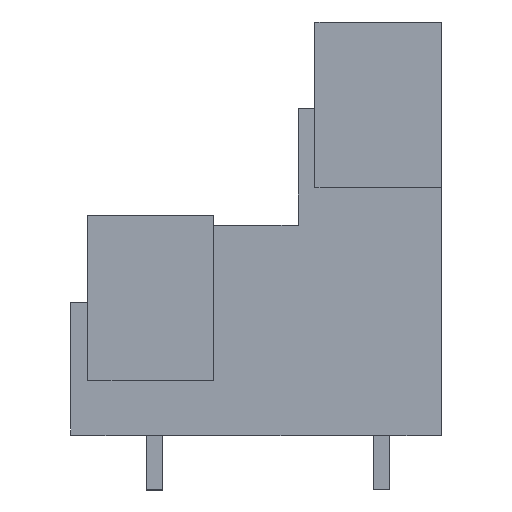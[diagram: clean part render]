
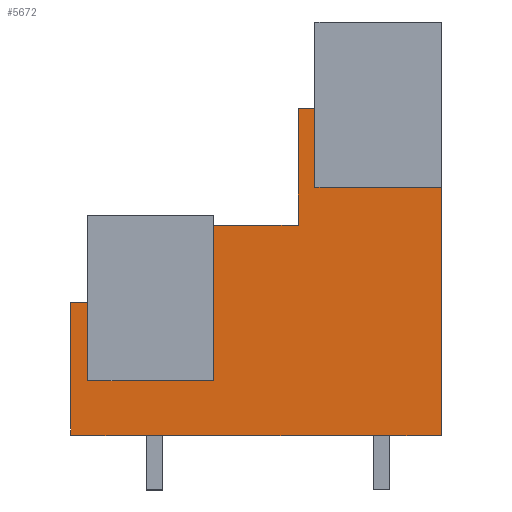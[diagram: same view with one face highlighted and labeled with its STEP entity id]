
A CAD part, left-side view. The second image highlights one B-rep face of the part: STEP entity #5672.
In plain terms, the highlighted planar face has unit normal (-1, 0, 0).
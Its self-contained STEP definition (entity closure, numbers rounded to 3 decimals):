
#5557=AXIS2_PLACEMENT_3D('Plane Axis2P3D',#5554,#5555,#5556) ;
#4586=CARTESIAN_POINT('Vertex',(0.7,7.5,22.6)) ;
#4589=CARTESIAN_POINT('Line Origine',(0.7,7.5,20.275)) ;
#4593=CARTESIAN_POINT('Vertex',(0.7,7.5,17.95)) ;
#4844=CARTESIAN_POINT('Vertex',(0.7,0.,17.95)) ;
#4847=CARTESIAN_POINT('Line Origine',(0.7,0.,10.575)) ;
#4851=CARTESIAN_POINT('Vertex',(0.7,0.,3.2)) ;
#5539=CARTESIAN_POINT('Vertex',(0.7,8.5,22.6)) ;
#5542=CARTESIAN_POINT('Line Origine',(0.7,8.,22.6)) ;
#5554=CARTESIAN_POINT('Axis2P3D Location',(0.7,0.,3.6)) ;
#5559=CARTESIAN_POINT('Line Origine',(0.7,17.,3.2)) ;
#5563=CARTESIAN_POINT('Vertex',(0.7,15.,3.2)) ;
#5565=CARTESIAN_POINT('Vertex',(0.7,19.,3.2)) ;
#5568=CARTESIAN_POINT('Line Origine',(0.7,10.5,3.2)) ;
#5572=CARTESIAN_POINT('Vertex',(0.7,6.,3.2)) ;
#5575=CARTESIAN_POINT('Line Origine',(0.7,4.5,3.2)) ;
#5579=CARTESIAN_POINT('Vertex',(0.7,3.,3.2)) ;
#5582=CARTESIAN_POINT('Line Origine',(0.7,1.5,3.2)) ;
#5587=CARTESIAN_POINT('Line Origine',(0.7,3.75,17.95)) ;
#5592=CARTESIAN_POINT('Line Origine',(0.7,8.5,19.15)) ;
#5596=CARTESIAN_POINT('Vertex',(0.7,8.5,15.7)) ;
#5599=CARTESIAN_POINT('Line Origine',(0.7,11.013,15.7)) ;
#5603=CARTESIAN_POINT('Vertex',(0.7,13.525,15.7)) ;
#5606=CARTESIAN_POINT('Line Origine',(0.7,13.525,11.075)) ;
#5610=CARTESIAN_POINT('Vertex',(0.7,13.525,6.45)) ;
#5613=CARTESIAN_POINT('Line Origine',(0.7,17.25,6.45)) ;
#5617=CARTESIAN_POINT('Vertex',(0.7,20.975,6.45)) ;
#5620=CARTESIAN_POINT('Line Origine',(0.7,20.975,8.775)) ;
#5624=CARTESIAN_POINT('Vertex',(0.7,20.975,11.1)) ;
#5627=CARTESIAN_POINT('Line Origine',(0.7,21.487,11.1)) ;
#5631=CARTESIAN_POINT('Vertex',(0.7,22.,11.1)) ;
#5634=CARTESIAN_POINT('Line Origine',(0.7,22.,7.35)) ;
#5638=CARTESIAN_POINT('Vertex',(0.7,22.,3.6)) ;
#5641=CARTESIAN_POINT('Line Origine',(0.7,22.,3.4)) ;
#5645=CARTESIAN_POINT('Vertex',(0.7,22.,3.2)) ;
#5648=CARTESIAN_POINT('Line Origine',(0.7,20.5,3.2)) ;
#4590=DIRECTION('Vector Direction',(0.,0.,-1.)) ;
#4848=DIRECTION('Vector Direction',(0.,0.,1.)) ;
#5543=DIRECTION('Vector Direction',(0.,1.,0.)) ;
#5555=DIRECTION('Axis2P3D Direction',(-1.,0.,0.)) ;
#5556=DIRECTION('Axis2P3D XDirection',(0.,0.,-1.)) ;
#5560=DIRECTION('Vector Direction',(0.,-1.,0.)) ;
#5569=DIRECTION('Vector Direction',(0.,-1.,0.)) ;
#5576=DIRECTION('Vector Direction',(0.,-1.,0.)) ;
#5583=DIRECTION('Vector Direction',(0.,-1.,0.)) ;
#5588=DIRECTION('Vector Direction',(0.,-1.,0.)) ;
#5593=DIRECTION('Vector Direction',(0.,0.,-1.)) ;
#5600=DIRECTION('Vector Direction',(0.,1.,0.)) ;
#5607=DIRECTION('Vector Direction',(0.,0.,-1.)) ;
#5614=DIRECTION('Vector Direction',(0.,-1.,0.)) ;
#5621=DIRECTION('Vector Direction',(0.,0.,-1.)) ;
#5628=DIRECTION('Vector Direction',(0.,1.,0.)) ;
#5635=DIRECTION('Vector Direction',(0.,0.,1.)) ;
#5642=DIRECTION('Vector Direction',(0.,0.,-1.)) ;
#5649=DIRECTION('Vector Direction',(0.,-1.,0.)) ;
#4591=VECTOR('Line Direction',#4590,1.) ;
#4849=VECTOR('Line Direction',#4848,1.) ;
#5544=VECTOR('Line Direction',#5543,1.) ;
#5561=VECTOR('Line Direction',#5560,1.) ;
#5570=VECTOR('Line Direction',#5569,1.) ;
#5577=VECTOR('Line Direction',#5576,1.) ;
#5584=VECTOR('Line Direction',#5583,1.) ;
#5589=VECTOR('Line Direction',#5588,1.) ;
#5594=VECTOR('Line Direction',#5593,1.) ;
#5601=VECTOR('Line Direction',#5600,1.) ;
#5608=VECTOR('Line Direction',#5607,1.) ;
#5615=VECTOR('Line Direction',#5614,1.) ;
#5622=VECTOR('Line Direction',#5621,1.) ;
#5629=VECTOR('Line Direction',#5628,1.) ;
#5636=VECTOR('Line Direction',#5635,1.) ;
#5643=VECTOR('Line Direction',#5642,1.) ;
#5650=VECTOR('Line Direction',#5649,1.) ;
#5654=ORIENTED_EDGE('',*,*,#5567,.F.) ;
#5655=ORIENTED_EDGE('',*,*,#5574,.T.) ;
#5656=ORIENTED_EDGE('',*,*,#5581,.F.) ;
#5657=ORIENTED_EDGE('',*,*,#5586,.T.) ;
#5658=ORIENTED_EDGE('',*,*,#4853,.T.) ;
#5659=ORIENTED_EDGE('',*,*,#5591,.F.) ;
#5660=ORIENTED_EDGE('',*,*,#4595,.F.) ;
#5661=ORIENTED_EDGE('',*,*,#5546,.T.) ;
#5662=ORIENTED_EDGE('',*,*,#5598,.T.) ;
#5663=ORIENTED_EDGE('',*,*,#5605,.T.) ;
#5664=ORIENTED_EDGE('',*,*,#5612,.T.) ;
#5665=ORIENTED_EDGE('',*,*,#5619,.F.) ;
#5666=ORIENTED_EDGE('',*,*,#5626,.F.) ;
#5667=ORIENTED_EDGE('',*,*,#5633,.T.) ;
#5668=ORIENTED_EDGE('',*,*,#5640,.F.) ;
#5669=ORIENTED_EDGE('',*,*,#5647,.F.) ;
#5670=ORIENTED_EDGE('',*,*,#5652,.T.) ;
#5672=ADVANCED_FACE('Housing',(#5671),#5558,.T.) ;
#4595=EDGE_CURVE('',#4587,#4594,#4592,.T.) ;
#4853=EDGE_CURVE('',#4852,#4845,#4850,.T.) ;
#5546=EDGE_CURVE('',#4587,#5540,#5545,.T.) ;
#5567=EDGE_CURVE('',#5564,#5566,#5562,.F.) ;
#5574=EDGE_CURVE('',#5564,#5573,#5571,.T.) ;
#5581=EDGE_CURVE('',#5580,#5573,#5578,.F.) ;
#5586=EDGE_CURVE('',#5580,#4852,#5585,.T.) ;
#5591=EDGE_CURVE('',#4594,#4845,#5590,.T.) ;
#5598=EDGE_CURVE('',#5540,#5597,#5595,.T.) ;
#5605=EDGE_CURVE('',#5597,#5604,#5602,.T.) ;
#5612=EDGE_CURVE('',#5604,#5611,#5609,.T.) ;
#5619=EDGE_CURVE('',#5618,#5611,#5616,.T.) ;
#5626=EDGE_CURVE('',#5625,#5618,#5623,.T.) ;
#5633=EDGE_CURVE('',#5625,#5632,#5630,.T.) ;
#5640=EDGE_CURVE('',#5639,#5632,#5637,.T.) ;
#5647=EDGE_CURVE('',#5646,#5639,#5644,.F.) ;
#5652=EDGE_CURVE('',#5646,#5566,#5651,.T.) ;
#5653=EDGE_LOOP('',(#5654,#5655,#5656,#5657,#5658,#5659,#5660,#5661,#5662,#5663,#5664,#5665,#5666,#5667,#5668,#5669,#5670)) ;
#5671=FACE_OUTER_BOUND('',#5653,.T.) ;
#4592=LINE('Line',#4589,#4591) ;
#4850=LINE('Line',#4847,#4849) ;
#5545=LINE('Line',#5542,#5544) ;
#5562=LINE('Line',#5559,#5561) ;
#5571=LINE('Line',#5568,#5570) ;
#5578=LINE('Line',#5575,#5577) ;
#5585=LINE('Line',#5582,#5584) ;
#5590=LINE('Line',#5587,#5589) ;
#5595=LINE('Line',#5592,#5594) ;
#5602=LINE('Line',#5599,#5601) ;
#5609=LINE('Line',#5606,#5608) ;
#5616=LINE('Line',#5613,#5615) ;
#5623=LINE('Line',#5620,#5622) ;
#5630=LINE('Line',#5627,#5629) ;
#5637=LINE('Line',#5634,#5636) ;
#5644=LINE('Line',#5641,#5643) ;
#5651=LINE('Line',#5648,#5650) ;
#5558=PLANE('',#5557) ;
#4587=VERTEX_POINT('',#4586) ;
#4594=VERTEX_POINT('',#4593) ;
#4845=VERTEX_POINT('',#4844) ;
#4852=VERTEX_POINT('',#4851) ;
#5540=VERTEX_POINT('',#5539) ;
#5564=VERTEX_POINT('',#5563) ;
#5566=VERTEX_POINT('',#5565) ;
#5573=VERTEX_POINT('',#5572) ;
#5580=VERTEX_POINT('',#5579) ;
#5597=VERTEX_POINT('',#5596) ;
#5604=VERTEX_POINT('',#5603) ;
#5611=VERTEX_POINT('',#5610) ;
#5618=VERTEX_POINT('',#5617) ;
#5625=VERTEX_POINT('',#5624) ;
#5632=VERTEX_POINT('',#5631) ;
#5639=VERTEX_POINT('',#5638) ;
#5646=VERTEX_POINT('',#5645) ;
